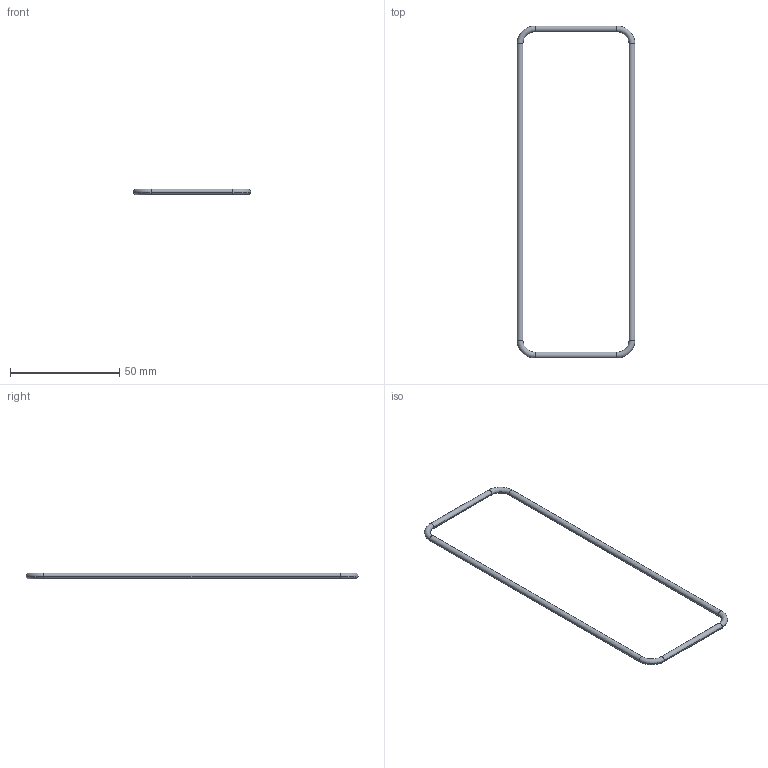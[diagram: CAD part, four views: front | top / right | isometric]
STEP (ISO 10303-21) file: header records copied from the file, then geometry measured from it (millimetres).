
FILE_DESCRIPTION(('CATIA V5 STEP Exchange','CAx-IF Rec.Pracs.--- Model Styling and Organization---1.4--- 2014-01-23'),'2;1');
FILE_NAME ('015623-4_0', '2020-08-07T07:35:00+00:00', ('none'), ('Weidmueller'), 'CATIA Version 5-6 Release 2016 SP3 HF44', 'CATIA V5 STEP AP214', 'none');
FILE_SCHEMA(('AUTOMOTIVE_DESIGN { 1 0 10303 214 1 1 1 1 }'));
Length unit declared in the file: millimetre
Products named in the file (1): 1525270000
Bounding box: 53.9 x 151.9 x 2.7 mm (x, y, z)
Volume: 2227.5 mm3; surface area: 3300 mm2
Topology: 1 solids, 1 shells, 16 faces, 32 edges, 16 vertices
Faces by surface type: torus 8, cylinder 8
Entity records: 374 total; most frequent: ORIENTED_EDGE 64, CARTESIAN_POINT 57, DIRECTION 48, AXIS2_PLACEMENT_3D 33, EDGE_CURVE 32, CIRCLE 24, ADVANCED_FACE 16, EDGE_LOOP 16
